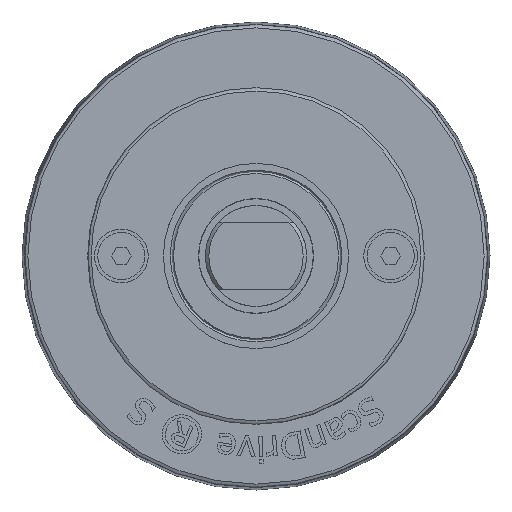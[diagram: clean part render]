
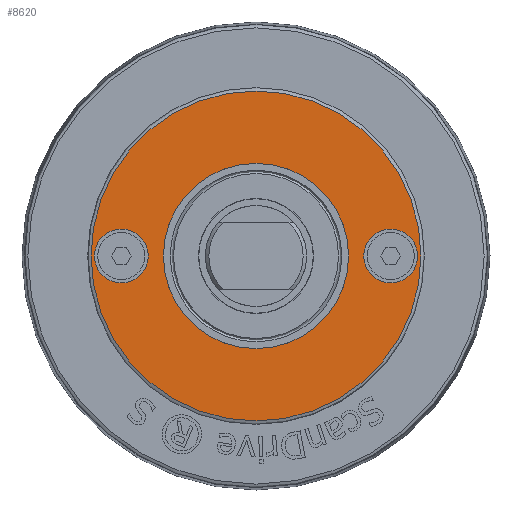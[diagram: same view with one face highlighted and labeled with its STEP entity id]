
A CAD part, left-side view. The second image highlights one B-rep face of the part: STEP entity #8620.
In plain terms, the highlighted planar face has unit normal (-1, 0, 0).
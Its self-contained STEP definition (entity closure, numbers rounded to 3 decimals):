
#734=FACE_BOUND('',#1842,.T.);
#735=FACE_BOUND('',#1843,.T.);
#736=FACE_BOUND('',#1844,.T.);
#764=CIRCLE('',#8692,8.);
#768=CIRCLE('',#8707,8.);
#800=CIRCLE('',#8969,27.5);
#801=CIRCLE('',#8971,49.);
#1294=FACE_OUTER_BOUND('',#1841,.T.);
#1841=EDGE_LOOP('',(#7823));
#1842=EDGE_LOOP('',(#7824));
#1843=EDGE_LOOP('',(#7825));
#1844=EDGE_LOOP('',(#7826));
#3436=VERTEX_POINT('',#10542);
#3452=VERTEX_POINT('',#10591);
#4228=VERTEX_POINT('',#15501);
#4229=VERTEX_POINT('',#15504);
#4274=EDGE_CURVE('',#3436,#3436,#764,.T.);
#4296=EDGE_CURVE('',#3452,#3452,#768,.T.);
#5444=EDGE_CURVE('',#4228,#4228,#800,.T.);
#5445=EDGE_CURVE('',#4229,#4229,#801,.T.);
#7823=ORIENTED_EDGE('',*,*,#5445,.T.);
#7824=ORIENTED_EDGE('',*,*,#4274,.T.);
#7825=ORIENTED_EDGE('',*,*,#4296,.T.);
#7826=ORIENTED_EDGE('',*,*,#5444,.F.);
#8154=PLANE('',#8970);
#8620=ADVANCED_FACE('',(#1294,#734,#735,#736),#8154,.T.);
#8692=AXIS2_PLACEMENT_3D('',#10543,#9077,#9078);
#8707=AXIS2_PLACEMENT_3D('',#10592,#9125,#9126);
#8969=AXIS2_PLACEMENT_3D('',#15502,#10367,#10368);
#8970=AXIS2_PLACEMENT_3D('',#15503,#10369,#10370);
#8971=AXIS2_PLACEMENT_3D('',#15505,#10371,#10372);
#9077=DIRECTION('center_axis',(1.,0.,0.));
#9078=DIRECTION('ref_axis',(0.,0.,-1.));
#9125=DIRECTION('center_axis',(1.,0.,0.));
#9126=DIRECTION('ref_axis',(0.,0.,-1.));
#10367=DIRECTION('center_axis',(-1.,0.,0.));
#10368=DIRECTION('ref_axis',(0.,0.,1.));
#10369=DIRECTION('center_axis',(-1.,0.,0.));
#10370=DIRECTION('ref_axis',(0.,0.,1.));
#10371=DIRECTION('center_axis',(-1.,0.,0.));
#10372=DIRECTION('ref_axis',(0.,0.,1.));
#10542=CARTESIAN_POINT('',(-456.5,-40.,8.));
#10543=CARTESIAN_POINT('Origin',(-456.5,-40.,0.));
#10591=CARTESIAN_POINT('',(-456.5,40.,8.));
#10592=CARTESIAN_POINT('Origin',(-456.5,40.,0.));
#15501=CARTESIAN_POINT('',(-456.5,0.,27.5));
#15502=CARTESIAN_POINT('Origin',(-456.5,0.,0.));
#15503=CARTESIAN_POINT('Origin',(-456.5,0.,27.5));
#15504=CARTESIAN_POINT('',(-456.5,0.,49.));
#15505=CARTESIAN_POINT('Origin',(-456.5,0.,0.));
